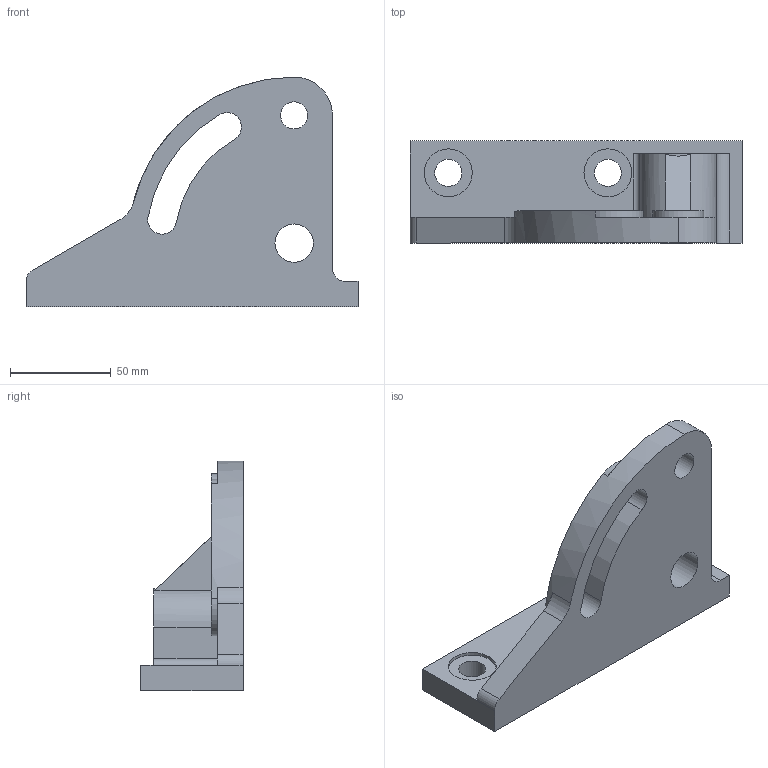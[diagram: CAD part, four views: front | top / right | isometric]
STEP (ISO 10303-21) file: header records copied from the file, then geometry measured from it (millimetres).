
FILE_DESCRIPTION(/* description */ (''),/* implementation_level */ '2;1');
FILE_NAME(/* name */ 'sector_bkt',/* time_stamp */ '1999-06-17T17:20:28-04:00',/* author */ ('PC User'),/* organization */ ('3D/EYE, Inc.'),/* preprocessor_version */ 'ST-DEVELOPER 1.6',/* originating_system */ 'IronCAD2.0',/* authorisation */ '');
FILE_SCHEMA (('CONFIG_CONTROL_DESIGN'));
Products named in the file (1): 1
Bounding box: 165.1 x 50.8 x 114.3 mm (x, y, z)
Volume: 252029.1 mm3; surface area: 50518.9 mm2
Topology: 1 solids, 1 shells, 39 faces, 103 edges, 69 vertices
Faces by surface type: cylinder 21, plane 18
Full cylindrical faces by diameter (mm): 13.494 x3, 19.05 x1, 23.812 x2, 25.4 x1
Entity records: 1343 total; most frequent: CARTESIAN_POINT 198, DIRECTION 197, ORIENTED_EDGE 188, EDGE_CURVE 94, INTERSECTION_CURVE 94, AXIS2_PLACEMENT_3D 84, VERTEX_POINT 67, FACE_BOUND 59
